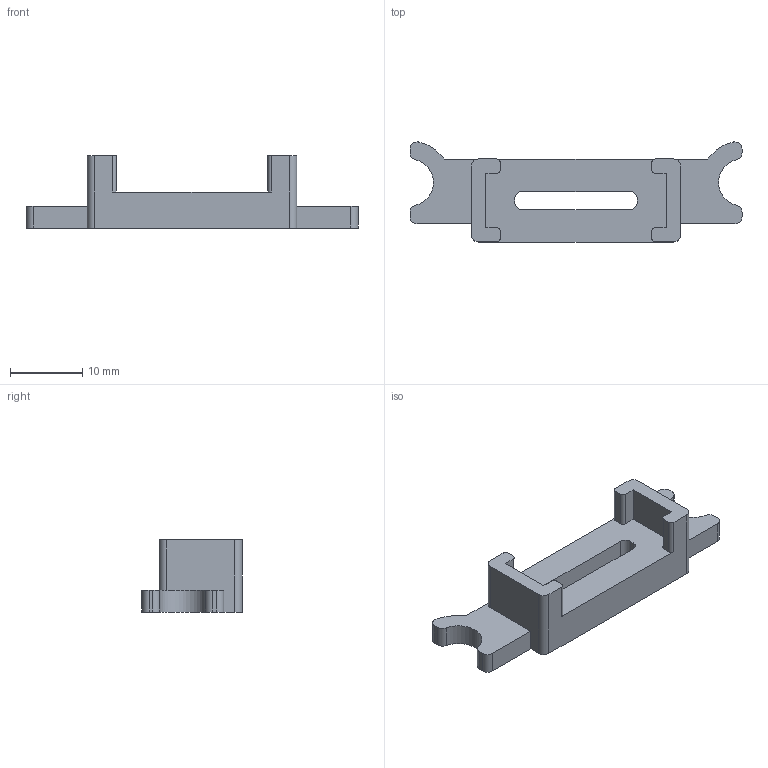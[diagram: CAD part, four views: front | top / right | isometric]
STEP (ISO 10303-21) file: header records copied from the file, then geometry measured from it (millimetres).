
FILE_DESCRIPTION (( 'STEP AP203' ), '1' );
FILE_NAME ('d2_power_t42.STEP', '2015-02-27T22:25:15', ( '' ), ( '' ), 'SwSTEP 2.0', 'SolidWorks 2013', '' );
FILE_SCHEMA (( 'CONFIG_CONTROL_DESIGN' ));
Length unit declared in the file: millimetre
Products named in the file (1): d2_power_t42
Bounding box: 46 x 13.87 x 10 mm (x, y, z)
Volume: 2162.8 mm3; surface area: 1904.2 mm2
Topology: 1 solids, 1 shells, 60 faces, 174 edges, 116 vertices
Faces by surface type: cylinder 30, plane 30
Entity records: 2079 total; most frequent: DIRECTION 356, CARTESIAN_POINT 351, ORIENTED_EDGE 348, EDGE_CURVE 174, AXIS2_PLACEMENT_3D 121, VERTEX_POINT 116, VECTOR 114, LINE 114
